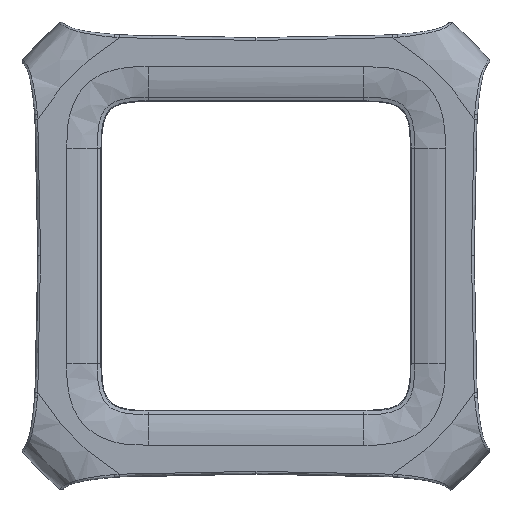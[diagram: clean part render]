
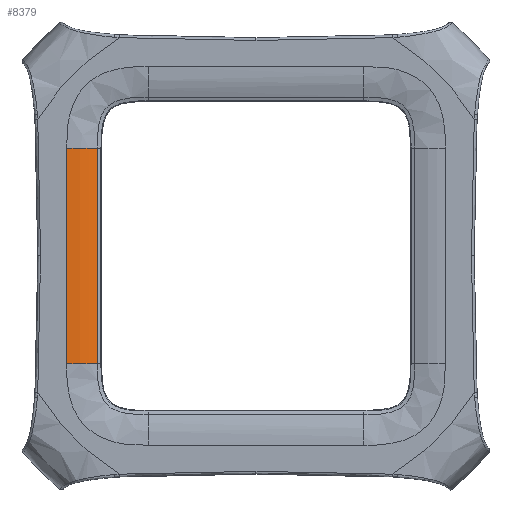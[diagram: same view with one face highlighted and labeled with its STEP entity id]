
A CAD part, top view. The second image highlights one B-rep face of the part: STEP entity #8379.
In plain terms, the highlighted free-form (B-spline) face has degree [5, 1] with [8, 2] control points.
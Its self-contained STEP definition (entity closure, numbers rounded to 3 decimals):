
#410=B_SPLINE_CURVE_WITH_KNOTS('',5,(#16100,#16101,#16102,#16103,#16104,
#16105,#16106,#16107),.UNSPECIFIED.,.F.,.F.,(6,2,6),(0.,0.5,1.),
 .UNSPECIFIED.);
#411=B_SPLINE_CURVE_WITH_KNOTS('',5,(#16109,#16110,#16111,#16112,#16113,
#16114,#16115,#16116),.UNSPECIFIED.,.F.,.F.,(6,2,6),(0.,0.5,1.),
 .UNSPECIFIED.);
#875=B_SPLINE_SURFACE_WITH_KNOTS('',5,1,((#16083,#16084),(#16085,#16086),
(#16087,#16088),(#16089,#16090),(#16091,#16092),(#16093,#16094),(#16095,
#16096),(#16097,#16098)),.UNSPECIFIED.,.F.,.F.,.F.,(6,2,6),(2,2),(0.,0.5,
1.),(0.,6.98),.UNSPECIFIED.);
#1080=FACE_OUTER_BOUND('',#1583,.T.);
#1583=EDGE_LOOP('',(#5637,#5638,#5639,#5640));
#2078=LINE('',#10833,#2713);
#2108=LINE('',#16117,#2743);
#2713=VECTOR('',#9313,10.);
#2743=VECTOR('',#9405,10.);
#3346=VERTEX_POINT('',#10827);
#3348=VERTEX_POINT('',#10831);
#3420=VERTEX_POINT('',#16099);
#3421=VERTEX_POINT('',#16108);
#4183=EDGE_CURVE('',#3348,#3346,#2078,.T.);
#4278=EDGE_CURVE('',#3420,#3346,#410,.T.);
#4279=EDGE_CURVE('',#3421,#3348,#411,.T.);
#4280=EDGE_CURVE('',#3420,#3421,#2108,.T.);
#5637=ORIENTED_EDGE('',*,*,#4278,.T.);
#5638=ORIENTED_EDGE('',*,*,#4183,.F.);
#5639=ORIENTED_EDGE('',*,*,#4279,.F.);
#5640=ORIENTED_EDGE('',*,*,#4280,.F.);
#8379=ADVANCED_FACE('',(#1080),#875,.T.);
#9313=DIRECTION('',(0.,-1.,0.));
#9405=DIRECTION('',(0.,1.,0.));
#10827=CARTESIAN_POINT('',(-42.801,-29.083,35.773));
#10831=CARTESIAN_POINT('',(-42.801,29.083,35.773));
#10833=CARTESIAN_POINT('',(-42.801,29.083,35.773));
#16083=CARTESIAN_POINT('Ctrl Pts',(-51.07,-29.083,37.156));
#16084=CARTESIAN_POINT('Ctrl Pts',(-51.07,40.716,37.156));
#16085=CARTESIAN_POINT('Ctrl Pts',(-50.277,-29.083,37.156));
#16086=CARTESIAN_POINT('Ctrl Pts',(-50.277,40.716,37.156));
#16087=CARTESIAN_POINT('Ctrl Pts',(-49.483,-29.083,37.156));
#16088=CARTESIAN_POINT('Ctrl Pts',(-49.483,40.716,37.156));
#16089=CARTESIAN_POINT('Ctrl Pts',(-47.717,-29.083,37.097));
#16090=CARTESIAN_POINT('Ctrl Pts',(-47.717,40.716,37.097));
#16091=CARTESIAN_POINT('Ctrl Pts',(-45.99,-29.083,36.808));
#16092=CARTESIAN_POINT('Ctrl Pts',(-45.99,40.716,36.808));
#16093=CARTESIAN_POINT('Ctrl Pts',(-44.302,-29.083,36.289));
#16094=CARTESIAN_POINT('Ctrl Pts',(-44.302,40.716,36.289));
#16095=CARTESIAN_POINT('Ctrl Pts',(-43.551,-29.083,36.031));
#16096=CARTESIAN_POINT('Ctrl Pts',(-43.551,40.716,36.031));
#16097=CARTESIAN_POINT('Ctrl Pts',(-42.801,-29.083,35.773));
#16098=CARTESIAN_POINT('Ctrl Pts',(-42.801,40.716,35.773));
#16099=CARTESIAN_POINT('',(-51.07,-29.083,37.156));
#16100=CARTESIAN_POINT('Ctrl Pts',(-51.07,-29.083,37.156));
#16101=CARTESIAN_POINT('Ctrl Pts',(-50.277,-29.083,37.156));
#16102=CARTESIAN_POINT('Ctrl Pts',(-49.483,-29.083,37.156));
#16103=CARTESIAN_POINT('Ctrl Pts',(-47.717,-29.083,37.097));
#16104=CARTESIAN_POINT('Ctrl Pts',(-45.99,-29.083,36.808));
#16105=CARTESIAN_POINT('Ctrl Pts',(-44.302,-29.083,36.289));
#16106=CARTESIAN_POINT('Ctrl Pts',(-43.551,-29.083,36.031));
#16107=CARTESIAN_POINT('Ctrl Pts',(-42.801,-29.083,35.773));
#16108=CARTESIAN_POINT('',(-51.07,29.082,37.156));
#16109=CARTESIAN_POINT('Ctrl Pts',(-51.07,29.082,37.156));
#16110=CARTESIAN_POINT('Ctrl Pts',(-50.277,29.082,37.156));
#16111=CARTESIAN_POINT('Ctrl Pts',(-49.483,29.082,37.156));
#16112=CARTESIAN_POINT('Ctrl Pts',(-47.717,29.082,37.097));
#16113=CARTESIAN_POINT('Ctrl Pts',(-45.99,29.083,36.808));
#16114=CARTESIAN_POINT('Ctrl Pts',(-44.302,29.083,36.289));
#16115=CARTESIAN_POINT('Ctrl Pts',(-43.551,29.083,36.031));
#16116=CARTESIAN_POINT('Ctrl Pts',(-42.801,29.083,35.773));
#16117=CARTESIAN_POINT('',(-51.07,-29.083,37.156));
